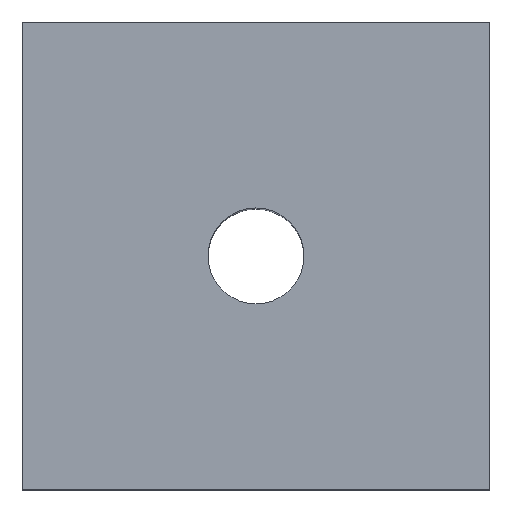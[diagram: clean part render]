
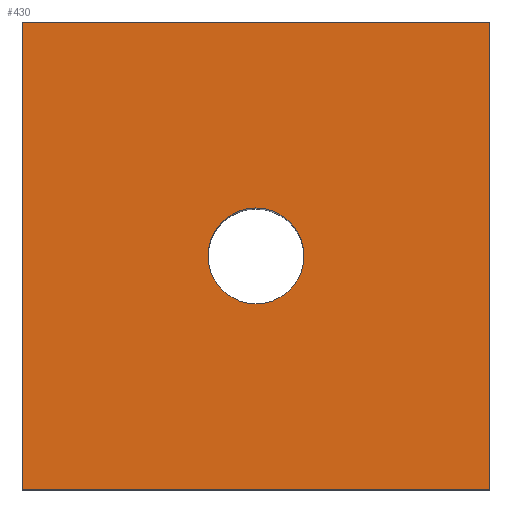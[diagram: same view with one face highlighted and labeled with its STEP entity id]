
A CAD part, top view. The second image highlights one B-rep face of the part: STEP entity #430.
In plain terms, the highlighted planar face has unit normal (0, 0, 1).
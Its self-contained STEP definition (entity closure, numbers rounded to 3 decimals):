
#17=FACE_BOUND('',#81,.T.);
#29=CIRCLE('',#481,2.05);
#54=FACE_OUTER_BOUND('',#80,.T.);
#80=EDGE_LOOP('',(#354,#355,#356,#357));
#81=EDGE_LOOP('',(#358));
#122=LINE('',#707,#167);
#124=LINE('',#711,#169);
#126=LINE('',#715,#171);
#128=LINE('',#718,#173);
#167=VECTOR('',#583,10.);
#169=VECTOR('',#587,10.);
#171=VECTOR('',#591,10.);
#173=VECTOR('',#595,10.);
#203=VERTEX_POINT('',#704);
#204=VERTEX_POINT('',#706);
#205=VERTEX_POINT('',#710);
#206=VERTEX_POINT('',#714);
#207=VERTEX_POINT('',#720);
#256=EDGE_CURVE('',#204,#203,#122,.T.);
#258=EDGE_CURVE('',#205,#204,#124,.T.);
#260=EDGE_CURVE('',#206,#205,#126,.T.);
#262=EDGE_CURVE('',#203,#206,#128,.T.);
#263=EDGE_CURVE('',#207,#207,#29,.T.);
#354=ORIENTED_EDGE('',*,*,#262,.T.);
#355=ORIENTED_EDGE('',*,*,#260,.T.);
#356=ORIENTED_EDGE('',*,*,#258,.T.);
#357=ORIENTED_EDGE('',*,*,#256,.T.);
#358=ORIENTED_EDGE('',*,*,#263,.T.);
#406=PLANE('',#480);
#430=ADVANCED_FACE('',(#54,#17),#406,.T.);
#480=AXIS2_PLACEMENT_3D('',#719,#596,#597);
#481=AXIS2_PLACEMENT_3D('',#721,#598,#599);
#583=DIRECTION('',(0.,-1.,0.));
#587=DIRECTION('',(-1.,0.,0.));
#591=DIRECTION('',(0.,1.,0.));
#595=DIRECTION('',(1.,0.,0.));
#596=DIRECTION('center_axis',(0.,0.,1.));
#597=DIRECTION('ref_axis',(0.,1.,0.));
#598=DIRECTION('center_axis',(0.,0.,-1.));
#599=DIRECTION('ref_axis',(0.,1.,0.));
#704=CARTESIAN_POINT('',(-10.,-10.,3.));
#706=CARTESIAN_POINT('',(-10.,10.,3.));
#707=CARTESIAN_POINT('',(-10.,10.,3.));
#710=CARTESIAN_POINT('',(10.,10.,3.));
#711=CARTESIAN_POINT('',(10.,10.,3.));
#714=CARTESIAN_POINT('',(10.,-10.,3.));
#715=CARTESIAN_POINT('',(10.,-10.,3.));
#718=CARTESIAN_POINT('',(-10.,-10.,3.));
#719=CARTESIAN_POINT('Origin',(0.,0.,3.));
#720=CARTESIAN_POINT('',(0.,-2.05,3.));
#721=CARTESIAN_POINT('Origin',(0.,0.,3.));
